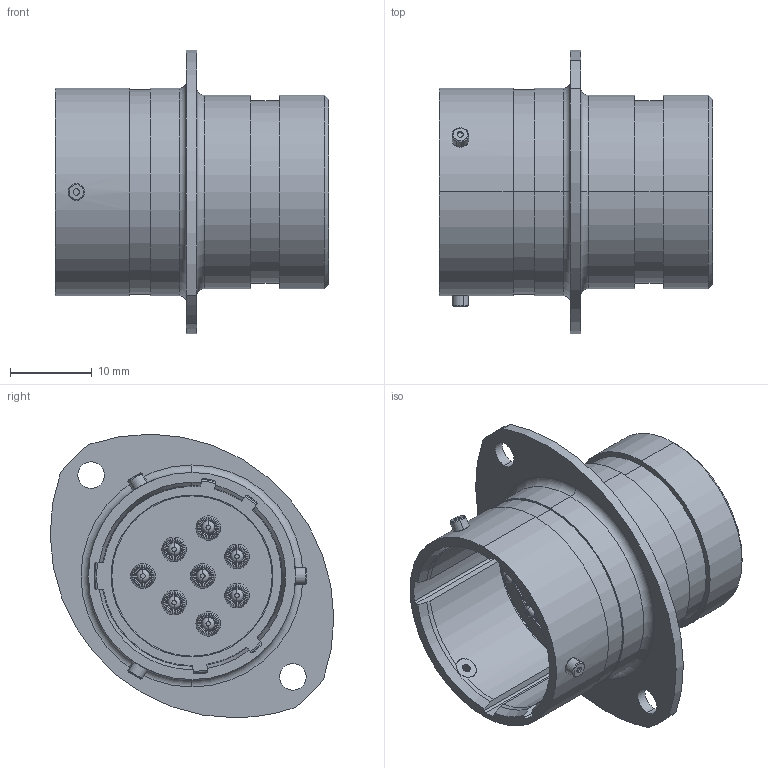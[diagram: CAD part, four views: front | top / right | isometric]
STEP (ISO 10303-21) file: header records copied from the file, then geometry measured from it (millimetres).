
FILE_DESCRIPTION (( 'STEP AP214' ), '1' );
FILE_NAME ('AS016-08PN.STEP', '2013-05-24T08:42:14', ( 'TE Connectivity' ), ( 'TE Connectivity' ), 'SwSTEP 2.0', 'SolidWorks 2011', '' );
FILE_SCHEMA (( 'AUTOMOTIVE_DESIGN' ));
Length unit declared in the file: inch
Products named in the file (1): AS016-08PN
Bounding box: 33.31 x 34.6 x 34.6 mm (x, y, z)
Volume: 9619.9 mm3; surface area: 11384.2 mm2
Topology: 18 solids, 18 shells, 619 faces, 1336 edges, 796 vertices
Faces by surface type: cylinder 232, torus 184, plane 101, cone 84, sphere 18
Entity records: 25504 total; most frequent: DIRECTION 3451, CARTESIAN_POINT 3069, ORIENTED_EDGE 2640, AXIS2_PLACEMENT_3D 1555, EDGE_CURVE 1320, CIRCLE 937, VERTEX_POINT 790, EDGE_LOOP 732
